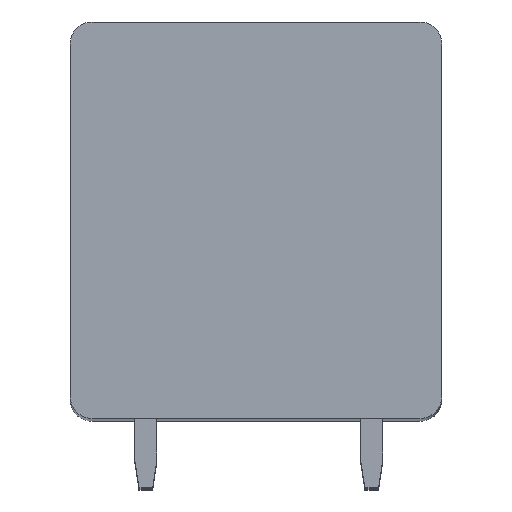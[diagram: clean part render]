
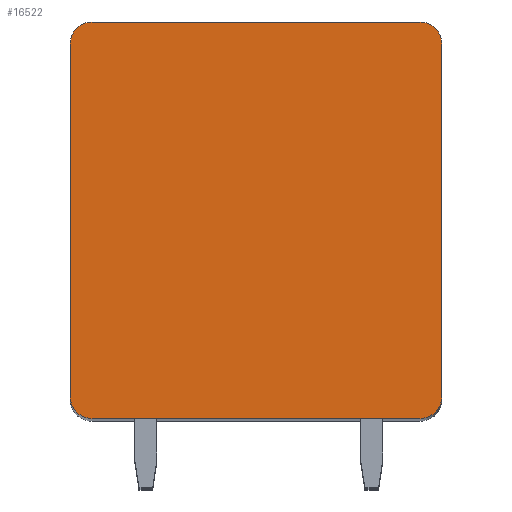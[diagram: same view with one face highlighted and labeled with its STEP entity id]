
A CAD part, top view. The second image highlights one B-rep face of the part: STEP entity #16522.
In plain terms, the highlighted planar face has unit normal (0, 0, 1).
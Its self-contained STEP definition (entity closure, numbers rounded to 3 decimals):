
#2061=CARTESIAN_POINT('',(-5.95,6.4,1.75));
#2062=DIRECTION('',(0.,0.,1.));
#2063=DIRECTION('',(0.,1.,0.));
#2064=AXIS2_PLACEMENT_3D('',#2061,#2062,#2063);
#2066=DIRECTION('',(-1.,0.,0.));
#2067=VECTOR('',#2066,11.9);
#2068=CARTESIAN_POINT('',(5.95,7.2,1.75));
#2069=LINE('',#2068,#2067);
#2070=CARTESIAN_POINT('',(5.95,6.4,1.75));
#2071=DIRECTION('',(0.,0.,1.));
#2072=DIRECTION('',(1.,0.,0.));
#2073=AXIS2_PLACEMENT_3D('',#2070,#2071,#2072);
#2075=DIRECTION('',(0.,1.,0.));
#2076=VECTOR('',#2075,12.8);
#2077=CARTESIAN_POINT('',(6.75,-6.4,1.75));
#2078=LINE('',#2077,#2076);
#2079=CARTESIAN_POINT('',(5.95,-6.4,1.75));
#2080=DIRECTION('',(0.,0.,1.));
#2081=DIRECTION('',(0.,-1.,0.));
#2082=AXIS2_PLACEMENT_3D('',#2079,#2080,#2081);
#2084=DIRECTION('',(1.,0.,0.));
#2085=VECTOR('',#2084,11.9);
#2086=CARTESIAN_POINT('',(-5.95,-7.2,1.75));
#2087=LINE('',#2086,#2085);
#2088=CARTESIAN_POINT('',(-5.95,-6.4,1.75));
#2089=DIRECTION('',(0.,0.,1.));
#2090=DIRECTION('',(-1.,0.,0.));
#2091=AXIS2_PLACEMENT_3D('',#2088,#2089,#2090);
#2093=DIRECTION('',(0.,-1.,0.));
#2094=VECTOR('',#2093,12.8);
#2095=CARTESIAN_POINT('',(-6.75,6.4,1.75));
#2096=LINE('',#2095,#2094);
#12215=CARTESIAN_POINT('',(-5.95,7.2,1.75));
#12216=VERTEX_POINT('',#12215);
#12217=CARTESIAN_POINT('',(-6.75,6.4,1.75));
#12218=VERTEX_POINT('',#12217);
#12223=CARTESIAN_POINT('',(6.75,6.4,1.75));
#12224=VERTEX_POINT('',#12223);
#12225=CARTESIAN_POINT('',(5.95,7.2,1.75));
#12226=VERTEX_POINT('',#12225);
#12231=CARTESIAN_POINT('',(-6.75,-6.4,1.75));
#12232=VERTEX_POINT('',#12231);
#12233=CARTESIAN_POINT('',(-5.95,-7.2,1.75));
#12234=VERTEX_POINT('',#12233);
#12239=CARTESIAN_POINT('',(5.95,-7.2,1.75));
#12240=VERTEX_POINT('',#12239);
#12241=CARTESIAN_POINT('',(6.75,-6.4,1.75));
#12242=VERTEX_POINT('',#12241);
#16507=CARTESIAN_POINT('',(0.,0.,1.75));
#16508=DIRECTION('',(0.,0.,1.));
#16509=DIRECTION('',(1.,0.,0.));
#16510=AXIS2_PLACEMENT_3D('',#16507,#16508,#16509);
#16511=PLANE('',#16510);
#16512=ORIENTED_EDGE('',*,*,#15233,.F.);
#16513=ORIENTED_EDGE('',*,*,#15249,.F.);
#16514=ORIENTED_EDGE('',*,*,#15682,.F.);
#16515=ORIENTED_EDGE('',*,*,#15697,.F.);
#16516=ORIENTED_EDGE('',*,*,#16010,.F.);
#16517=ORIENTED_EDGE('',*,*,#16023,.F.);
#16518=ORIENTED_EDGE('',*,*,#16338,.F.);
#16519=ORIENTED_EDGE('',*,*,#16350,.F.);
#16520=EDGE_LOOP('',(#16512,#16513,#16514,#16515,#16516,#16517,#16518,#16519));
#16521=FACE_OUTER_BOUND('',#16520,.F.);
#2065=CIRCLE('',#2064,0.8);
#2074=CIRCLE('',#2073,0.8);
#2083=CIRCLE('',#2082,0.8);
#2092=CIRCLE('',#2091,0.8);
#15233=EDGE_CURVE('',#12216,#12218,#2065,.T.);
#15249=EDGE_CURVE('',#12226,#12216,#2069,.T.);
#15682=EDGE_CURVE('',#12224,#12226,#2074,.T.);
#15697=EDGE_CURVE('',#12242,#12224,#2078,.T.);
#16010=EDGE_CURVE('',#12240,#12242,#2083,.T.);
#16023=EDGE_CURVE('',#12234,#12240,#2087,.T.);
#16338=EDGE_CURVE('',#12232,#12234,#2092,.T.);
#16350=EDGE_CURVE('',#12218,#12232,#2096,.T.);
#16522=ADVANCED_FACE('',(#16521),#16511,.T.);
